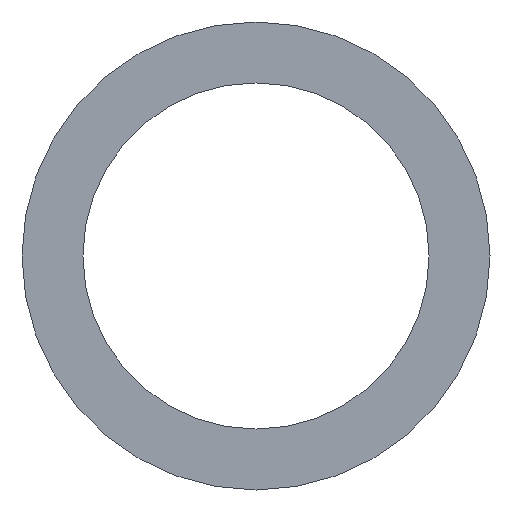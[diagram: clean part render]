
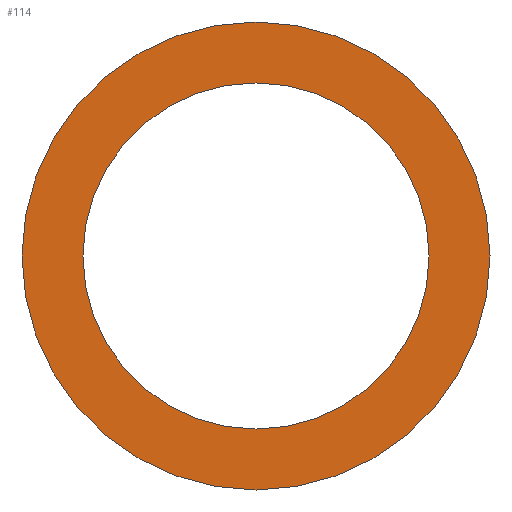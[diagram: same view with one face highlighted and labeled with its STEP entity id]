
A CAD part, left-side view. The second image highlights one B-rep face of the part: STEP entity #114.
In plain terms, the highlighted planar face has unit normal (-1, 0, 0).
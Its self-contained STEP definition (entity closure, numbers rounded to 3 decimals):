
#88 = VERTEX_POINT( '', #203 );
#92 = VERTEX_POINT( '', #207 );
#94 = EDGE_CURVE( '', #112, #140, #209, .T. );
#112 = VERTEX_POINT( '', #229 );
#114 = ADVANCED_FACE( '', ( #231, #232 ), #233, .T. );
#136 = EDGE_CURVE( '', #140, #112, #259, .T. );
#140 = VERTEX_POINT( '', #263 );
#144 = EDGE_CURVE( '', #92, #88, #267, .T. );
#158 = EDGE_CURVE( '', #88, #92, #283, .T. );
#203 = CARTESIAN_POINT( '', ( -113., -99.1, 0. ) );
#207 = CARTESIAN_POINT( '', ( -113., 99.1, 0. ) );
#209 = CIRCLE( '', #330, 134. );
#229 = CARTESIAN_POINT( '', ( -113., 134., 0. ) );
#231 = FACE_BOUND( '', #357, .T. );
#232 = FACE_OUTER_BOUND( '', #358, .T. );
#233 = PLANE( '', #359 );
#259 = CIRCLE( '', #393, 134. );
#263 = CARTESIAN_POINT( '', ( -113., -134., 0. ) );
#267 = CIRCLE( '', #402, 99.1 );
#283 = CIRCLE( '', #425, 99.1 );
#330 = AXIS2_PLACEMENT_3D( '', #462, #463, #464 );
#357 = EDGE_LOOP( '', ( #487, #488 ) );
#358 = EDGE_LOOP( '', ( #489, #490 ) );
#359 = AXIS2_PLACEMENT_3D( '', #491, #492, #493 );
#393 = AXIS2_PLACEMENT_3D( '', #534, #535, #536 );
#402 = AXIS2_PLACEMENT_3D( '', #541, #542, #543 );
#425 = AXIS2_PLACEMENT_3D( '', #563, #564, #565 );
#462 = CARTESIAN_POINT( '', ( -113., 0., 0. ) );
#463 = DIRECTION( '', ( -1., 0., 0. ) );
#464 = DIRECTION( '', ( 0., 1., 0. ) );
#487 = ORIENTED_EDGE( '', *, *, #144, .F. );
#488 = ORIENTED_EDGE( '', *, *, #158, .F. );
#489 = ORIENTED_EDGE( '', *, *, #94, .T. );
#490 = ORIENTED_EDGE( '', *, *, #136, .T. );
#491 = CARTESIAN_POINT( '', ( -113., 116.55, 0. ) );
#492 = DIRECTION( '', ( -1., 0., 0. ) );
#493 = DIRECTION( '', ( 0., 1., 0. ) );
#534 = CARTESIAN_POINT( '', ( -113., 0., 0. ) );
#535 = DIRECTION( '', ( -1., 0., 0. ) );
#536 = DIRECTION( '', ( 0., 1., 0. ) );
#541 = CARTESIAN_POINT( '', ( -113., 0., 0. ) );
#542 = DIRECTION( '', ( -1., 0., 0. ) );
#543 = DIRECTION( '', ( 0., 1., 0. ) );
#563 = CARTESIAN_POINT( '', ( -113., 0., 0. ) );
#564 = DIRECTION( '', ( -1., 0., 0. ) );
#565 = DIRECTION( '', ( 0., 1., 0. ) );
